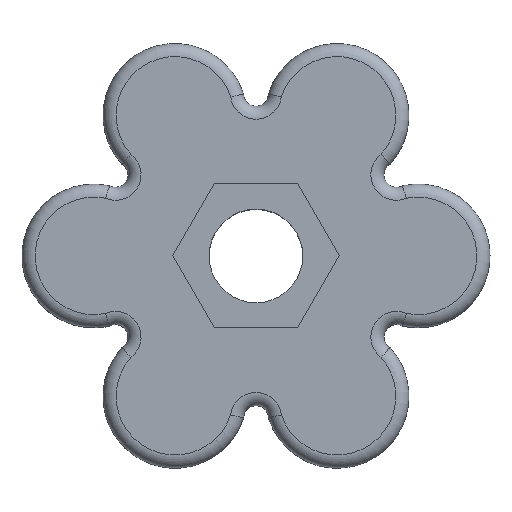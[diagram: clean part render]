
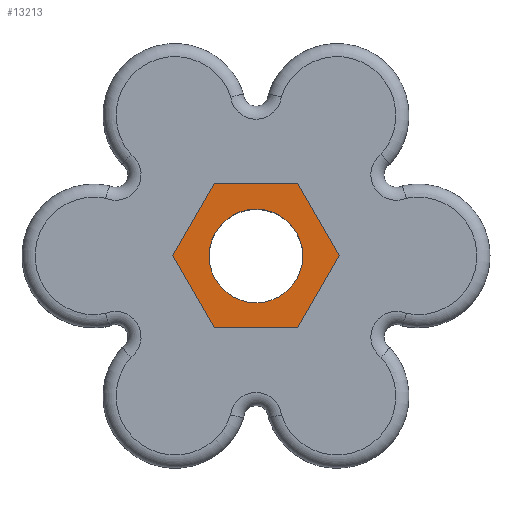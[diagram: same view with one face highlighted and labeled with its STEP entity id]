
A CAD part, top view. The second image highlights one B-rep face of the part: STEP entity #13213.
In plain terms, the highlighted planar face has unit normal (0, 0, 1).
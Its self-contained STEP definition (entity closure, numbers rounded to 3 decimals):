
#8857 = PLANE('',#8858);
#8858 = AXIS2_PLACEMENT_3D('',#8859,#8860,#8861);
#8859 = CARTESIAN_POINT('',(2.225,-3.854,15.));
#8860 = DIRECTION('',(0.866,-0.5,0.));
#8861 = DIRECTION('',(0.5,0.866,0.));
#8885 = PLANE('',#8886);
#8886 = AXIS2_PLACEMENT_3D('',#8887,#8888,#8889);
#8887 = CARTESIAN_POINT('',(-2.225,-3.854,15.));
#8888 = DIRECTION('',(0.,-1.,0.));
#8889 = DIRECTION('',(1.,0.,0.));
#8913 = PLANE('',#8914);
#8914 = AXIS2_PLACEMENT_3D('',#8915,#8916,#8917);
#8915 = CARTESIAN_POINT('',(-4.45,0.,15.));
#8916 = DIRECTION('',(-0.866,-0.5,0.));
#8917 = DIRECTION('',(0.5,-0.866,0.));
#8941 = PLANE('',#8942);
#8942 = AXIS2_PLACEMENT_3D('',#8943,#8944,#8945);
#8943 = CARTESIAN_POINT('',(-2.225,3.854,15.));
#8944 = DIRECTION('',(-0.866,0.5,0.));
#8945 = DIRECTION('',(-0.5,-0.866,0.));
#8969 = PLANE('',#8970);
#8970 = AXIS2_PLACEMENT_3D('',#8971,#8972,#8973);
#8971 = CARTESIAN_POINT('',(2.225,3.854,15.));
#8972 = DIRECTION('',(0.,1.,0.));
#8973 = DIRECTION('',(-1.,0.,0.));
#8995 = PLANE('',#8996);
#8996 = AXIS2_PLACEMENT_3D('',#8997,#8998,#8999);
#8997 = CARTESIAN_POINT('',(4.45,0.,15.));
#8998 = DIRECTION('',(0.866,0.5,0.));
#8999 = DIRECTION('',(-0.5,0.866,0.));
#9845 = CYLINDRICAL_SURFACE('',#9846,2.5);
#9846 = AXIS2_PLACEMENT_3D('',#9847,#9848,#9849);
#9847 = CARTESIAN_POINT('',(0.,0.,0.));
#9848 = DIRECTION('',(-0.,-0.,-1.));
#9849 = DIRECTION('',(1.,0.,0.));
#12717 = VERTEX_POINT('',#12718);
#12718 = CARTESIAN_POINT('',(2.225,-3.854,11.));
#12739 = EDGE_CURVE('',#12717,#12740,#12742,.T.);
#12740 = VERTEX_POINT('',#12741);
#12741 = CARTESIAN_POINT('',(4.45,0.,11.));
#12742 = SURFACE_CURVE('',#12743,(#12747,#12754),.PCURVE_S1.);
#12743 = LINE('',#12744,#12745);
#12744 = CARTESIAN_POINT('',(2.225,-3.854,11.));
#12745 = VECTOR('',#12746,1.);
#12746 = DIRECTION('',(0.5,0.866,0.));
#12747 = PCURVE('',#8857,#12748);
#12748 = DEFINITIONAL_REPRESENTATION('',(#12749),#12753);
#12749 = LINE('',#12750,#12751);
#12750 = CARTESIAN_POINT('',(0.,-4.));
#12751 = VECTOR('',#12752,1.);
#12752 = DIRECTION('',(1.,0.));
#12753 = ( GEOMETRIC_REPRESENTATION_CONTEXT(2) 
PARAMETRIC_REPRESENTATION_CONTEXT() REPRESENTATION_CONTEXT('2D SPACE',''
  ) );
#12754 = PCURVE('',#12755,#12760);
#12755 = PLANE('',#12756);
#12756 = AXIS2_PLACEMENT_3D('',#12757,#12758,#12759);
#12757 = CARTESIAN_POINT('',(0.,0.,11.));
#12758 = DIRECTION('',(0.,0.,1.));
#12759 = DIRECTION('',(1.,0.,0.));
#12760 = DEFINITIONAL_REPRESENTATION('',(#12761),#12765);
#12761 = LINE('',#12762,#12763);
#12762 = CARTESIAN_POINT('',(2.225,-3.854));
#12763 = VECTOR('',#12764,1.);
#12764 = DIRECTION('',(0.5,0.866));
#12765 = ( GEOMETRIC_REPRESENTATION_CONTEXT(2) 
PARAMETRIC_REPRESENTATION_CONTEXT() REPRESENTATION_CONTEXT('2D SPACE',''
  ) );
#12793 = EDGE_CURVE('',#12740,#12794,#12796,.T.);
#12794 = VERTEX_POINT('',#12795);
#12795 = CARTESIAN_POINT('',(2.225,3.854,11.));
#12796 = SURFACE_CURVE('',#12797,(#12801,#12808),.PCURVE_S1.);
#12797 = LINE('',#12798,#12799);
#12798 = CARTESIAN_POINT('',(4.45,0.,11.));
#12799 = VECTOR('',#12800,1.);
#12800 = DIRECTION('',(-0.5,0.866,0.));
#12801 = PCURVE('',#8995,#12802);
#12802 = DEFINITIONAL_REPRESENTATION('',(#12803),#12807);
#12803 = LINE('',#12804,#12805);
#12804 = CARTESIAN_POINT('',(0.,-4.));
#12805 = VECTOR('',#12806,1.);
#12806 = DIRECTION('',(1.,0.));
#12807 = ( GEOMETRIC_REPRESENTATION_CONTEXT(2) 
PARAMETRIC_REPRESENTATION_CONTEXT() REPRESENTATION_CONTEXT('2D SPACE',''
  ) );
#12808 = PCURVE('',#12755,#12809);
#12809 = DEFINITIONAL_REPRESENTATION('',(#12810),#12814);
#12810 = LINE('',#12811,#12812);
#12811 = CARTESIAN_POINT('',(4.45,0.));
#12812 = VECTOR('',#12813,1.);
#12813 = DIRECTION('',(-0.5,0.866));
#12814 = ( GEOMETRIC_REPRESENTATION_CONTEXT(2) 
PARAMETRIC_REPRESENTATION_CONTEXT() REPRESENTATION_CONTEXT('2D SPACE',''
  ) );
#12842 = EDGE_CURVE('',#12794,#12843,#12845,.T.);
#12843 = VERTEX_POINT('',#12844);
#12844 = CARTESIAN_POINT('',(-2.225,3.854,11.));
#12845 = SURFACE_CURVE('',#12846,(#12850,#12857),.PCURVE_S1.);
#12846 = LINE('',#12847,#12848);
#12847 = CARTESIAN_POINT('',(2.225,3.854,11.));
#12848 = VECTOR('',#12849,1.);
#12849 = DIRECTION('',(-1.,0.,0.));
#12850 = PCURVE('',#8969,#12851);
#12851 = DEFINITIONAL_REPRESENTATION('',(#12852),#12856);
#12852 = LINE('',#12853,#12854);
#12853 = CARTESIAN_POINT('',(0.,-4.));
#12854 = VECTOR('',#12855,1.);
#12855 = DIRECTION('',(1.,0.));
#12856 = ( GEOMETRIC_REPRESENTATION_CONTEXT(2) 
PARAMETRIC_REPRESENTATION_CONTEXT() REPRESENTATION_CONTEXT('2D SPACE',''
  ) );
#12857 = PCURVE('',#12755,#12858);
#12858 = DEFINITIONAL_REPRESENTATION('',(#12859),#12863);
#12859 = LINE('',#12860,#12861);
#12860 = CARTESIAN_POINT('',(2.225,3.854));
#12861 = VECTOR('',#12862,1.);
#12862 = DIRECTION('',(-1.,-0.));
#12863 = ( GEOMETRIC_REPRESENTATION_CONTEXT(2) 
PARAMETRIC_REPRESENTATION_CONTEXT() REPRESENTATION_CONTEXT('2D SPACE',''
  ) );
#12891 = EDGE_CURVE('',#12843,#12892,#12894,.T.);
#12892 = VERTEX_POINT('',#12893);
#12893 = CARTESIAN_POINT('',(-4.45,0.,11.));
#12894 = SURFACE_CURVE('',#12895,(#12899,#12906),.PCURVE_S1.);
#12895 = LINE('',#12896,#12897);
#12896 = CARTESIAN_POINT('',(-2.225,3.854,11.));
#12897 = VECTOR('',#12898,1.);
#12898 = DIRECTION('',(-0.5,-0.866,0.));
#12899 = PCURVE('',#8941,#12900);
#12900 = DEFINITIONAL_REPRESENTATION('',(#12901),#12905);
#12901 = LINE('',#12902,#12903);
#12902 = CARTESIAN_POINT('',(-0.,-4.));
#12903 = VECTOR('',#12904,1.);
#12904 = DIRECTION('',(1.,0.));
#12905 = ( GEOMETRIC_REPRESENTATION_CONTEXT(2) 
PARAMETRIC_REPRESENTATION_CONTEXT() REPRESENTATION_CONTEXT('2D SPACE',''
  ) );
#12906 = PCURVE('',#12755,#12907);
#12907 = DEFINITIONAL_REPRESENTATION('',(#12908),#12912);
#12908 = LINE('',#12909,#12910);
#12909 = CARTESIAN_POINT('',(-2.225,3.854));
#12910 = VECTOR('',#12911,1.);
#12911 = DIRECTION('',(-0.5,-0.866));
#12912 = ( GEOMETRIC_REPRESENTATION_CONTEXT(2) 
PARAMETRIC_REPRESENTATION_CONTEXT() REPRESENTATION_CONTEXT('2D SPACE',''
  ) );
#12940 = EDGE_CURVE('',#12892,#12941,#12943,.T.);
#12941 = VERTEX_POINT('',#12942);
#12942 = CARTESIAN_POINT('',(-2.225,-3.854,11.));
#12943 = SURFACE_CURVE('',#12944,(#12948,#12955),.PCURVE_S1.);
#12944 = LINE('',#12945,#12946);
#12945 = CARTESIAN_POINT('',(-4.45,0.,11.));
#12946 = VECTOR('',#12947,1.);
#12947 = DIRECTION('',(0.5,-0.866,0.));
#12948 = PCURVE('',#8913,#12949);
#12949 = DEFINITIONAL_REPRESENTATION('',(#12950),#12954);
#12950 = LINE('',#12951,#12952);
#12951 = CARTESIAN_POINT('',(0.,-4.));
#12952 = VECTOR('',#12953,1.);
#12953 = DIRECTION('',(1.,0.));
#12954 = ( GEOMETRIC_REPRESENTATION_CONTEXT(2) 
PARAMETRIC_REPRESENTATION_CONTEXT() REPRESENTATION_CONTEXT('2D SPACE',''
  ) );
#12955 = PCURVE('',#12755,#12956);
#12956 = DEFINITIONAL_REPRESENTATION('',(#12957),#12961);
#12957 = LINE('',#12958,#12959);
#12958 = CARTESIAN_POINT('',(-4.45,0.));
#12959 = VECTOR('',#12960,1.);
#12960 = DIRECTION('',(0.5,-0.866));
#12961 = ( GEOMETRIC_REPRESENTATION_CONTEXT(2) 
PARAMETRIC_REPRESENTATION_CONTEXT() REPRESENTATION_CONTEXT('2D SPACE',''
  ) );
#12989 = EDGE_CURVE('',#12941,#12717,#12990,.T.);
#12990 = SURFACE_CURVE('',#12991,(#12995,#13002),.PCURVE_S1.);
#12991 = LINE('',#12992,#12993);
#12992 = CARTESIAN_POINT('',(-2.225,-3.854,11.));
#12993 = VECTOR('',#12994,1.);
#12994 = DIRECTION('',(1.,0.,0.));
#12995 = PCURVE('',#8885,#12996);
#12996 = DEFINITIONAL_REPRESENTATION('',(#12997),#13001);
#12997 = LINE('',#12998,#12999);
#12998 = CARTESIAN_POINT('',(0.,-4.));
#12999 = VECTOR('',#13000,1.);
#13000 = DIRECTION('',(1.,0.));
#13001 = ( GEOMETRIC_REPRESENTATION_CONTEXT(2) 
PARAMETRIC_REPRESENTATION_CONTEXT() REPRESENTATION_CONTEXT('2D SPACE',''
  ) );
#13002 = PCURVE('',#12755,#13003);
#13003 = DEFINITIONAL_REPRESENTATION('',(#13004),#13008);
#13004 = LINE('',#13005,#13006);
#13005 = CARTESIAN_POINT('',(-2.225,-3.854));
#13006 = VECTOR('',#13007,1.);
#13007 = DIRECTION('',(1.,0.));
#13008 = ( GEOMETRIC_REPRESENTATION_CONTEXT(2) 
PARAMETRIC_REPRESENTATION_CONTEXT() REPRESENTATION_CONTEXT('2D SPACE',''
  ) );
#13073 = VERTEX_POINT('',#13074);
#13074 = CARTESIAN_POINT('',(2.5,0.,11.));
#13095 = EDGE_CURVE('',#13073,#13073,#13096,.T.);
#13096 = SURFACE_CURVE('',#13097,(#13102,#13109),.PCURVE_S1.);
#13097 = CIRCLE('',#13098,2.5);
#13098 = AXIS2_PLACEMENT_3D('',#13099,#13100,#13101);
#13099 = CARTESIAN_POINT('',(0.,0.,11.));
#13100 = DIRECTION('',(0.,0.,-1.));
#13101 = DIRECTION('',(1.,0.,0.));
#13102 = PCURVE('',#9845,#13103);
#13103 = DEFINITIONAL_REPRESENTATION('',(#13104),#13108);
#13104 = LINE('',#13105,#13106);
#13105 = CARTESIAN_POINT('',(-6.283,-11.));
#13106 = VECTOR('',#13107,1.);
#13107 = DIRECTION('',(1.,-0.));
#13108 = ( GEOMETRIC_REPRESENTATION_CONTEXT(2) 
PARAMETRIC_REPRESENTATION_CONTEXT() REPRESENTATION_CONTEXT('2D SPACE',''
  ) );
#13109 = PCURVE('',#12755,#13110);
#13110 = DEFINITIONAL_REPRESENTATION('',(#13111),#13119);
#13111 = ( BOUNDED_CURVE() B_SPLINE_CURVE(2,(#13112,#13113,#13114,#13115
    ,#13116,#13117,#13118),.UNSPECIFIED.,.T.,.F.) 
B_SPLINE_CURVE_WITH_KNOTS((1,2,2,2,2,1),(-2.094,0.,
    2.094,4.189,6.283,8.378),
.UNSPECIFIED.) CURVE() GEOMETRIC_REPRESENTATION_ITEM() 
RATIONAL_B_SPLINE_CURVE((1.,0.5,1.,0.5,1.,0.5,1.)) REPRESENTATION_ITEM(
  '') );
#13112 = CARTESIAN_POINT('',(2.5,0.));
#13113 = CARTESIAN_POINT('',(2.5,-4.33));
#13114 = CARTESIAN_POINT('',(-1.25,-2.165));
#13115 = CARTESIAN_POINT('',(-5.,0.));
#13116 = CARTESIAN_POINT('',(-1.25,2.165));
#13117 = CARTESIAN_POINT('',(2.5,4.33));
#13118 = CARTESIAN_POINT('',(2.5,0.));
#13119 = ( GEOMETRIC_REPRESENTATION_CONTEXT(2) 
PARAMETRIC_REPRESENTATION_CONTEXT() REPRESENTATION_CONTEXT('2D SPACE',''
  ) );
#13213 = ADVANCED_FACE('',(#13214,#13222),#12755,.T.);
#13214 = FACE_BOUND('',#13215,.T.);
#13215 = EDGE_LOOP('',(#13216,#13217,#13218,#13219,#13220,#13221));
#13216 = ORIENTED_EDGE('',*,*,#12739,.T.);
#13217 = ORIENTED_EDGE('',*,*,#12793,.T.);
#13218 = ORIENTED_EDGE('',*,*,#12842,.T.);
#13219 = ORIENTED_EDGE('',*,*,#12891,.T.);
#13220 = ORIENTED_EDGE('',*,*,#12940,.T.);
#13221 = ORIENTED_EDGE('',*,*,#12989,.T.);
#13222 = FACE_BOUND('',#13223,.T.);
#13223 = EDGE_LOOP('',(#13224));
#13224 = ORIENTED_EDGE('',*,*,#13095,.T.);
